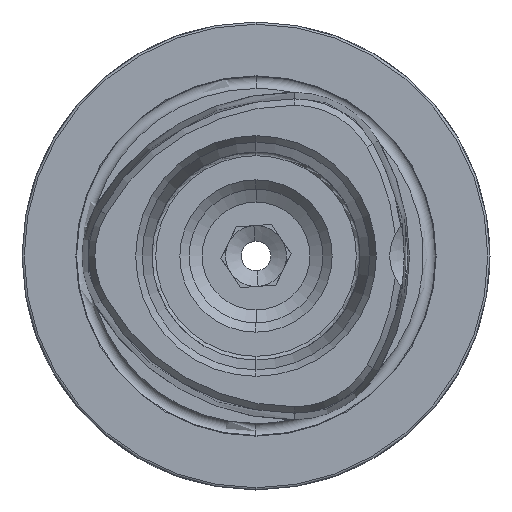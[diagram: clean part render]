
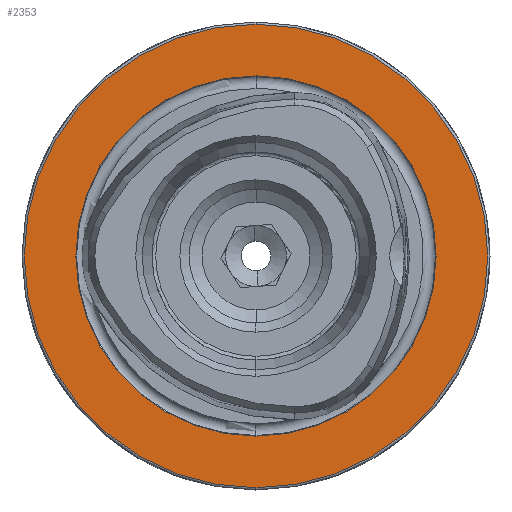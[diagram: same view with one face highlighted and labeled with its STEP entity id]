
A CAD part, left-side view. The second image highlights one B-rep face of the part: STEP entity #2353.
In plain terms, the highlighted planar face has unit normal (-1, 0, 0).
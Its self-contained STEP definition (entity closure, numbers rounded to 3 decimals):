
#156 = EDGE_CURVE ( 'NONE', #6552, #3096, #6734, .T. ) ;
#503 = AXIS2_PLACEMENT_3D ( 'NONE', #3226, #5337, #4942 ) ;
#647 = DIRECTION ( 'NONE',  ( 0., 0., -1. ) ) ;
#761 = CARTESIAN_POINT ( 'NONE',  ( 0., 0., -24.25 ) ) ;
#792 = AXIS2_PLACEMENT_3D ( 'NONE', #3977, #2303, #2835 ) ;
#855 = VERTEX_POINT ( 'NONE', #1470 ) ;
#1041 = EDGE_LOOP ( 'NONE', ( #1518, #1974 ) ) ;
#1279 = EDGE_LOOP ( 'NONE', ( #4605, #4696 ) ) ;
#1295 = AXIS2_PLACEMENT_3D ( 'NONE', #4410, #6182, #2945 ) ;
#1470 = CARTESIAN_POINT ( 'NONE',  ( 0., 0., 24.25 ) ) ;
#1499 = VERTEX_POINT ( 'NONE', #761 ) ;
#1518 = ORIENTED_EDGE ( 'NONE', *, *, #4663, .T. ) ;
#1929 = EDGE_CURVE ( 'NONE', #855, #1499, #5904, .T. ) ;
#1974 = ORIENTED_EDGE ( 'NONE', *, *, #156, .T. ) ;
#2303 = DIRECTION ( 'NONE',  ( -1., 0., 0. ) ) ;
#2353 = ADVANCED_FACE ( 'NONE', ( #6984, #4482 ), #5985, .F. ) ;
#2835 = DIRECTION ( 'NONE',  ( 0., 0., 1. ) ) ;
#2945 = DIRECTION ( 'NONE',  ( 0., 0., 1. ) ) ;
#3096 = VERTEX_POINT ( 'NONE', #6247 ) ;
#3120 = AXIS2_PLACEMENT_3D ( 'NONE', #3760, #3902, #647 ) ;
#3226 = CARTESIAN_POINT ( 'NONE',  ( 0., 0., 0. ) ) ;
#3760 = CARTESIAN_POINT ( 'NONE',  ( 0., 24.25, 0. ) ) ;
#3902 = DIRECTION ( 'NONE',  ( 1., 0., 0. ) ) ;
#3977 = CARTESIAN_POINT ( 'NONE',  ( 0., 0., 0. ) ) ;
#4021 = CIRCLE ( 'NONE', #792, 31.2 ) ;
#4151 = CARTESIAN_POINT ( 'NONE',  ( 0., 0., 0. ) ) ;
#4392 = CARTESIAN_POINT ( 'NONE',  ( 0., 0., -31.2 ) ) ;
#4410 = CARTESIAN_POINT ( 'NONE',  ( 0., 0., 0. ) ) ;
#4482 = FACE_OUTER_BOUND ( 'NONE', #1041, .T. ) ;
#4605 = ORIENTED_EDGE ( 'NONE', *, *, #1929, .F. ) ;
#4663 = EDGE_CURVE ( 'NONE', #3096, #6552, #4021, .T. ) ;
#4696 = ORIENTED_EDGE ( 'NONE', *, *, #6799, .F. ) ;
#4942 = DIRECTION ( 'NONE',  ( 0., 0., 1. ) ) ;
#5242 = DIRECTION ( 'NONE',  ( -1., 0., 0. ) ) ;
#5337 = DIRECTION ( 'NONE',  ( -1., 0., 0. ) ) ;
#5904 = CIRCLE ( 'NONE', #1295, 24.25 ) ;
#5985 = PLANE ( 'NONE',  #3120 ) ;
#6101 = AXIS2_PLACEMENT_3D ( 'NONE', #4151, #5242, #6909 ) ;
#6182 = DIRECTION ( 'NONE',  ( -1., 0., 0. ) ) ;
#6247 = CARTESIAN_POINT ( 'NONE',  ( 0., 0., 31.2 ) ) ;
#6533 = CIRCLE ( 'NONE', #6101, 24.25 ) ;
#6552 = VERTEX_POINT ( 'NONE', #4392 ) ;
#6734 = CIRCLE ( 'NONE', #503, 31.2 ) ;
#6799 = EDGE_CURVE ( 'NONE', #1499, #855, #6533, .T. ) ;
#6909 = DIRECTION ( 'NONE',  ( 0., 0., 1. ) ) ;
#6984 = FACE_BOUND ( 'NONE', #1279, .T. ) ;
